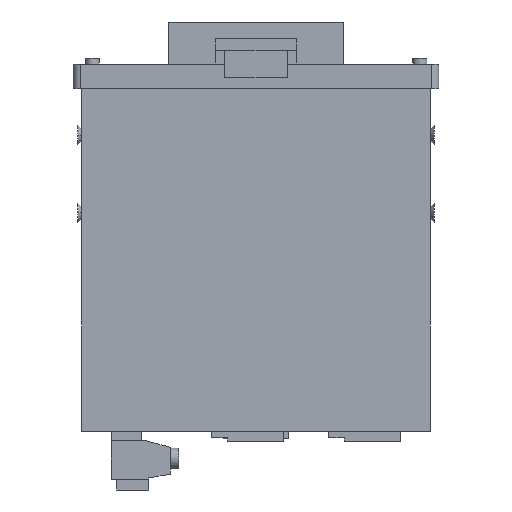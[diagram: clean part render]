
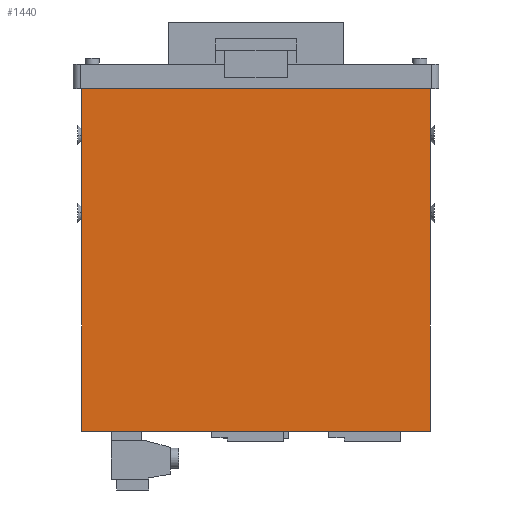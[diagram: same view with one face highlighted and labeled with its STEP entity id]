
A CAD part, front view. The second image highlights one B-rep face of the part: STEP entity #1440.
In plain terms, the highlighted planar face has unit normal (0, -1, 0).
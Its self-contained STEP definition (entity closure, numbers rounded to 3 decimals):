
#1440=ADVANCED_FACE('',(#4095),#4096,.T.);
#4095=FACE_OUTER_BOUND('',#8063,.T.);
#4096=PLANE('',#8064);
#8063=EDGE_LOOP('',(#12570,#12571,#12572,#12573));
#8064=AXIS2_PLACEMENT_3D('',#12574,#12575,#12576);
#12570=ORIENTED_EDGE('',*,*,#23801,.T.);
#12571=ORIENTED_EDGE('',*,*,#23860,.T.);
#12572=ORIENTED_EDGE('',*,*,#23861,.F.);
#12573=ORIENTED_EDGE('',*,*,#23659,.T.);
#12574=CARTESIAN_POINT('',(91.85,11.15,109.512));
#12575=DIRECTION('',(0.0,-1.0,0.0));
#12576=DIRECTION('',(0.0,0.0,1.0));
#23659=EDGE_CURVE('',#28380,#28381,#28382,.T.);
#23801=EDGE_CURVE('',#28381,#28631,#28633,.T.);
#23860=EDGE_CURVE('',#28631,#28714,#28715,.T.);
#23861=EDGE_CURVE('',#28380,#28714,#28716,.T.);
#28380=VERTEX_POINT('',#35320);
#28381=VERTEX_POINT('',#35321);
#28382=LINE('',#35322,#35323);
#28631=VERTEX_POINT('',#35670);
#28633=LINE('',#35673,#35674);
#28714=VERTEX_POINT('',#35795);
#28715=LINE('',#35796,#35797);
#28716=LINE('',#35798,#35799);
#35320=CARTESIAN_POINT('',(2.15,11.15,15.112));
#35321=CARTESIAN_POINT('',(91.85,11.15,15.112));
#35322=CARTESIAN_POINT('',(3.75,11.15,15.112));
#35323=VECTOR('',#44765,1.0);
#35670=CARTESIAN_POINT('',(91.85,11.15,103.212));
#35673=CARTESIAN_POINT('',(91.85,11.15,109.512));
#35674=VECTOR('',#44937,1.0);
#35795=CARTESIAN_POINT('',(2.15,11.15,103.212));
#35796=CARTESIAN_POINT('',(74.0,11.15,103.212));
#35797=VECTOR('',#44978,1.0);
#35798=CARTESIAN_POINT('',(2.15,11.15,109.512));
#35799=VECTOR('',#44979,1.0);
#44765=DIRECTION('',(1.0,0.0,0.0));
#44937=DIRECTION('',(0.0,0.0,1.0));
#44978=DIRECTION('',(-1.0,0.0,0.0));
#44979=DIRECTION('',(0.0,0.0,1.0));
